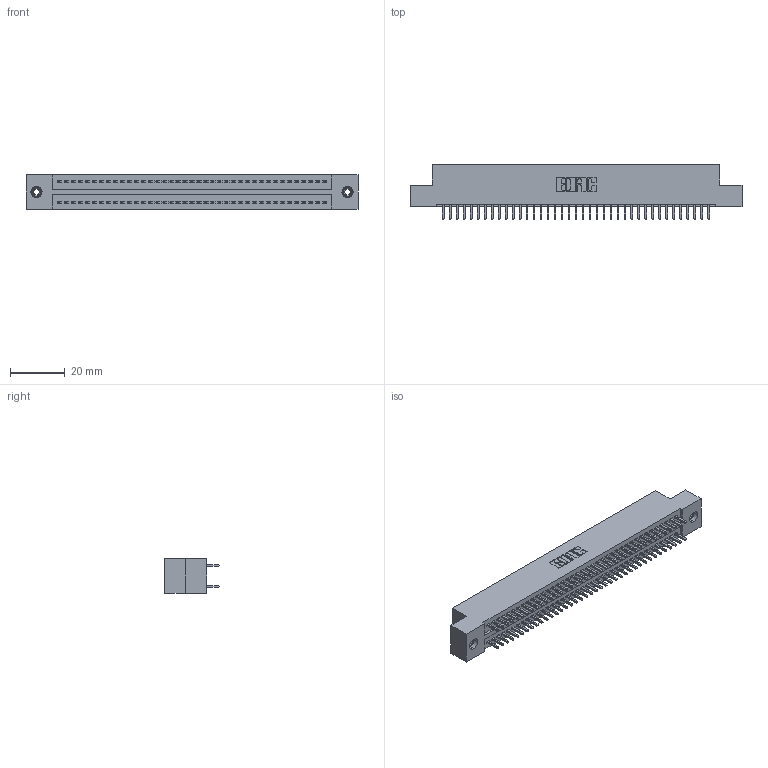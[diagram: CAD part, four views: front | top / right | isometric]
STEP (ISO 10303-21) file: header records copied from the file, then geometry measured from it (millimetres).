
FILE_DESCRIPTION (( 'STEP AP203' ), '1' );
FILE_NAME ('325-078-520-208.STEP', '2020-02-25T04:28:38', ( '' ), ( '' ), 'SwSTEP 2.0', 'SolidWorks 2016', '' );
FILE_SCHEMA (( 'CONFIG_CONTROL_DESIGN' ));
Length unit declared in the file: inch
Products named in the file (4): 325 Part_TI; 345-250-001_345-250-003-102; 325-292-001_325-293-120; 325-078-520-208
Assembly tree (81 placements, depth 2):
  325-078-520-208
    325 Part_TI
    325-292-001_325-293-120  x78
    345-250-001_345-250-003-102  x2
Bounding box: 120.78 x 19.68 x 12.45 mm (x, y, z)
Volume: 15546.6 mm3; surface area: 18602.1 mm2
Topology: 81 solids, 81 shells, 4230 faces, 12537 edges, 8246 vertices
Faces by surface type: plane 2910, cylinder 1304, cone 12, torus 4
Entity records: 26682 total; most frequent: CARTESIAN_POINT 4409, ORIENTED_EDGE 4338, DIRECTION 3803, EDGE_CURVE 2169, LINE 2021, VECTOR 2021, VERTEX_POINT 1440, AXIS2_PLACEMENT_3D 891
